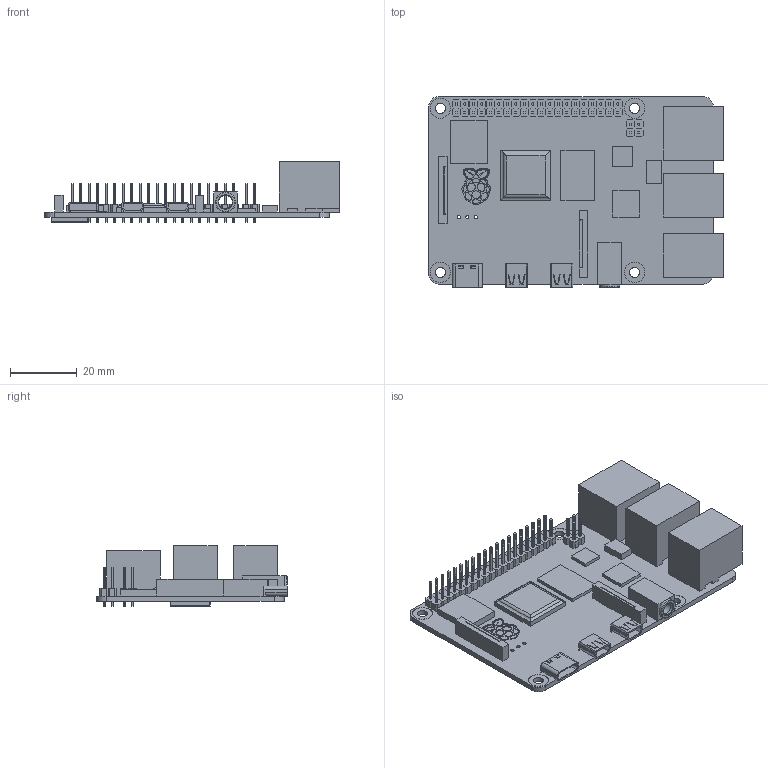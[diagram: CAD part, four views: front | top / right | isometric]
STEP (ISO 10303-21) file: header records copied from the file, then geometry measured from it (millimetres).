
FILE_DESCRIPTION(/* description */ (''),/* implementation_level */ '2;1');
FILE_NAME(/* name */ 'raspberry pi 4.step',/* time_stamp */ '2023-12-25T14:38:27+10:00',/* author */ (''),/* organization */ (''),/* preprocessor_version */ 'ST-DEVELOPER v20',/* originating_system */ 'Autodesk Translation Framework v12.14.0.127',/* authorisation */ '');
FILE_SCHEMA (('AUTOMOTIVE_DESIGN { 1 0 10303 214 3 1 1 }'));
Length unit declared in the file: millimetre
Products named in the file (1): распбери 4
Bounding box: 88 x 57 x 18 mm (x, y, z)
Volume: 18563.4 mm3; surface area: 26177 mm2
Topology: 121 solids, 121 shells, 1801 faces, 4618 edges, 3076 vertices
Faces by surface type: plane 1653, cylinder 118, bspline 28, torus 2
Full cylindrical faces by diameter (mm): 1 x47, 3 x4, 4 x2, 6 x9
Entity records: 59418 total; most frequent: CARTESIAN_POINT 15092, ORIENTED_EDGE 9236, DIRECTION 8344, EDGE_CURVE 4618, LINE 4328, VECTOR 4328, VERTEX_POINT 3076, EDGE_LOOP 2050
